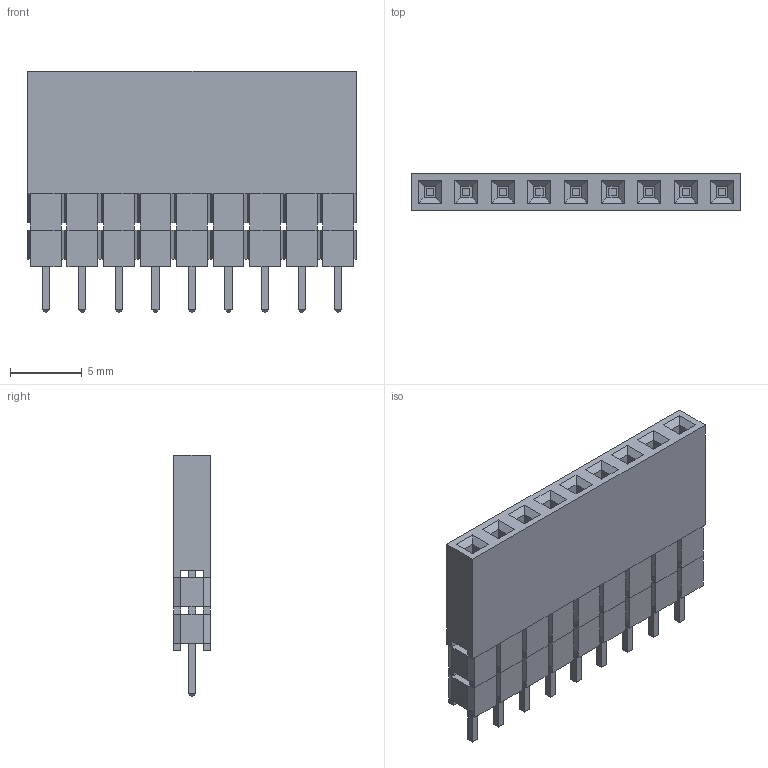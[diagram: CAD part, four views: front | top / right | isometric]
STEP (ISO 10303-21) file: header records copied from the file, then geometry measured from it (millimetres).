
FILE_DESCRIPTION(('FreeCAD Model'),'2;1');
FILE_NAME('Socket_Strip_Straight_L13.6_P2.5_01x09.step','2019-08-27T02:43:45',('Author'),(''), 'Open CASCADE STEP processor 6.8','FreeCAD','Unknown');
FILE_SCHEMA(('AUTOMOTIVE_DESIGN { 1 0 10303 214 1 1 1 1 }'));
Length unit declared in the file: millimetre
Products named in the file (1): Socket_Strip_Straight_L13.6_P2.5_01x09
Bounding box: 22.86 x 2.54 x 16.78 mm (x, y, z)
Volume: 694.6 mm3; surface area: 1313.3 mm2
Topology: 1 solids, 1 shells, 581 faces, 1416 edges, 812 vertices
Faces by surface type: plane 581
Entity records: 20399 total; most frequent: ORIENTED_EDGE 2832, CARTESIAN_POINT 2810, DIRECTION 2580, EDGE_CURVE 1416, LINE 1416, VECTOR 1416, VERTEX_POINT 812, FACE_BOUND 644
